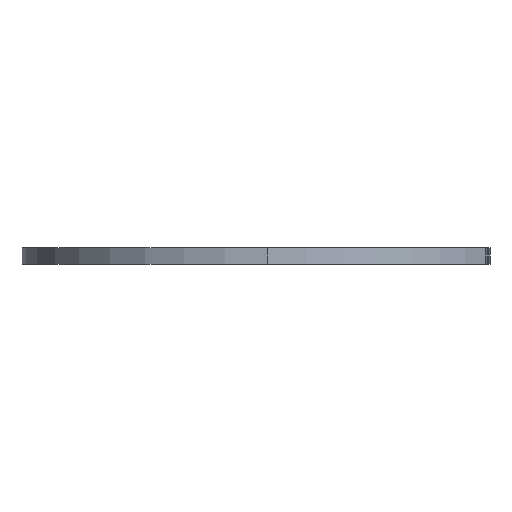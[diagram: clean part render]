
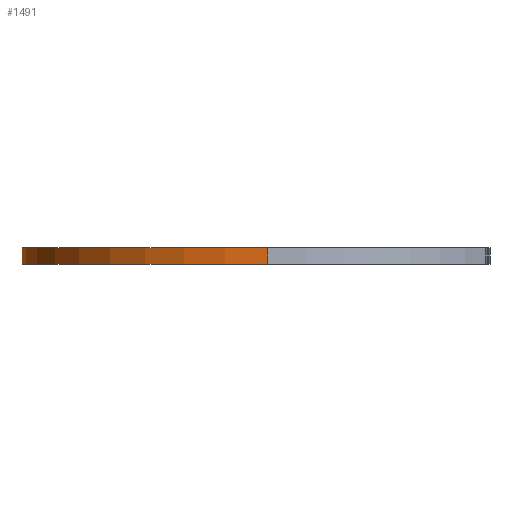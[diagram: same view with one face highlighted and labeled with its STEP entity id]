
A CAD part, left-side view. The second image highlights one B-rep face of the part: STEP entity #1491.
In plain terms, the highlighted cylindrical face has radius 145 mm (diameter 290 mm), a partial arc.
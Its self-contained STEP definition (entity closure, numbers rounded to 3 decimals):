
#3 = VECTOR ( 'NONE', #2870, 1000. ) ;
#38 = ORIENTED_EDGE ( 'NONE', *, *, #2596, .F. ) ;
#310 = AXIS2_PLACEMENT_3D ( 'NONE', #883, #1033, #2809 ) ;
#633 = EDGE_CURVE ( 'NONE', #684, #2116, #3175, .T. ) ;
#651 = CARTESIAN_POINT ( 'NONE',  ( 145., 0., 0. ) ) ;
#677 = CARTESIAN_POINT ( 'NONE',  ( 0., 0., 10. ) ) ;
#684 = VERTEX_POINT ( 'NONE', #981 ) ;
#739 = ORIENTED_EDGE ( 'NONE', *, *, #1825, .T. ) ;
#883 = CARTESIAN_POINT ( 'NONE',  ( 0., 0., 0. ) ) ;
#968 = ORIENTED_EDGE ( 'NONE', *, *, #1355, .T. ) ;
#976 = CARTESIAN_POINT ( 'NONE',  ( -145., 0., 0. ) ) ;
#981 = CARTESIAN_POINT ( 'NONE',  ( 145., 0., 10. ) ) ;
#994 = AXIS2_PLACEMENT_3D ( 'NONE', #2057, #2928, #2697 ) ;
#1033 = DIRECTION ( 'NONE',  ( 0., 0., 1. ) ) ;
#1034 = EDGE_LOOP ( 'NONE', ( #2295, #968, #739, #38 ) ) ;
#1049 = CIRCLE ( 'NONE', #310, 145. ) ;
#1210 = FACE_OUTER_BOUND ( 'NONE', #1034, .T. ) ;
#1355 = EDGE_CURVE ( 'NONE', #684, #3240, #2477, .T. ) ;
#1390 = CARTESIAN_POINT ( 'NONE',  ( -145., 0., 10. ) ) ;
#1491 = ADVANCED_FACE ( 'NONE', ( #1210 ), #3513, .T. ) ;
#1825 = EDGE_CURVE ( 'NONE', #3240, #2793, #1049, .T. ) ;
#2057 = CARTESIAN_POINT ( 'NONE',  ( 0., 0., 10. ) ) ;
#2116 = VERTEX_POINT ( 'NONE', #2160 ) ;
#2160 = CARTESIAN_POINT ( 'NONE',  ( -145., 0., 10. ) ) ;
#2225 = CARTESIAN_POINT ( 'NONE',  ( 145., 0., 10. ) ) ;
#2295 = ORIENTED_EDGE ( 'NONE', *, *, #633, .F. ) ;
#2477 = LINE ( 'NONE', #2225, #3402 ) ;
#2596 = EDGE_CURVE ( 'NONE', #2116, #2793, #2602, .T. ) ;
#2602 = LINE ( 'NONE', #1390, #3 ) ;
#2697 = DIRECTION ( 'NONE',  ( -1., 0., 0. ) ) ;
#2793 = VERTEX_POINT ( 'NONE', #976 ) ;
#2804 = AXIS2_PLACEMENT_3D ( 'NONE', #677, #3359, #3648 ) ;
#2809 = DIRECTION ( 'NONE',  ( 1., 0., 0. ) ) ;
#2870 = DIRECTION ( 'NONE',  ( 0., 0., -1. ) ) ;
#2928 = DIRECTION ( 'NONE',  ( 0., 0., -1. ) ) ;
#3175 = CIRCLE ( 'NONE', #2804, 145. ) ;
#3240 = VERTEX_POINT ( 'NONE', #651 ) ;
#3359 = DIRECTION ( 'NONE',  ( 0., 0., 1. ) ) ;
#3386 = DIRECTION ( 'NONE',  ( 0., 0., -1. ) ) ;
#3402 = VECTOR ( 'NONE', #3386, 1000. ) ;
#3513 = CYLINDRICAL_SURFACE ( 'NONE', #994, 145. ) ;
#3648 = DIRECTION ( 'NONE',  ( 1., 0., 0. ) ) ;
